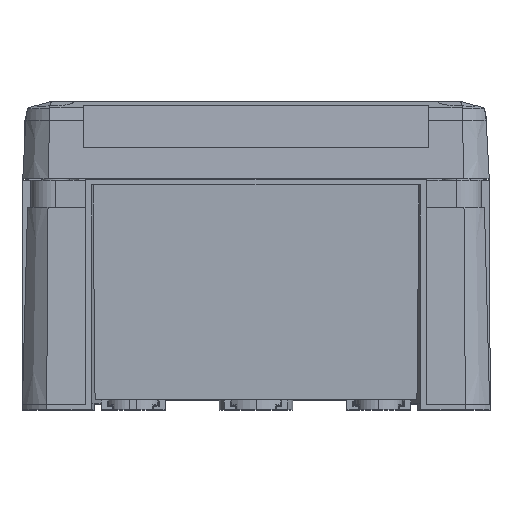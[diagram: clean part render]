
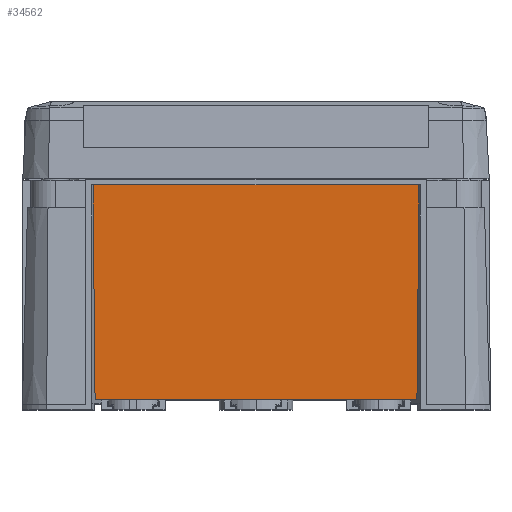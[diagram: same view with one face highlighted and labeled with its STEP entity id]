
A CAD part, top view. The second image highlights one B-rep face of the part: STEP entity #34562.
In plain terms, the highlighted planar face has unit normal (0, -0.026, 1).
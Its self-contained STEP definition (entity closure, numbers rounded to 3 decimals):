
#514 = EDGE_LOOP ( 'NONE', ( #15723, #27396, #31867, #16765 ) ) ;
#3479 = EDGE_CURVE ( 'NONE', #28933, #7591, #39333, .T. ) ;
#6052 = CARTESIAN_POINT ( 'NONE',  ( -66.345, 87.5, 73.788 ) ) ;
#7248 = CARTESIAN_POINT ( 'NONE',  ( 65.511, 0., 71.497 ) ) ;
#7521 = VERTEX_POINT ( 'NONE', #6052 ) ;
#7591 = VERTEX_POINT ( 'NONE', #43945 ) ;
#10291 = DIRECTION ( 'NONE',  ( 0.01, -1., -0.026 ) ) ;
#10654 = DIRECTION ( 'NONE',  ( 0., -1., -0.026 ) ) ;
#10941 = CARTESIAN_POINT ( 'NONE',  ( 0., 0., 71.497 ) ) ;
#13010 = VECTOR ( 'NONE', #10291, 1000. ) ;
#13739 = DIRECTION ( 'NONE',  ( 1., 0., 0. ) ) ;
#13830 = CARTESIAN_POINT ( 'NONE',  ( -65.511, 0., 71.497 ) ) ;
#15723 = ORIENTED_EDGE ( 'NONE', *, *, #43321, .T. ) ;
#16688 = CARTESIAN_POINT ( 'NONE',  ( 66.365, 89.548, 73.842 ) ) ;
#16765 = ORIENTED_EDGE ( 'NONE', *, *, #20547, .T. ) ;
#17280 = VECTOR ( 'NONE', #24305, 1000. ) ;
#20547 = EDGE_CURVE ( 'NONE', #7591, #7521, #37095, .T. ) ;
#21489 = LINE ( 'NONE', #44880, #13010 ) ;
#22116 = VECTOR ( 'NONE', #13739, 1000. ) ;
#24305 = DIRECTION ( 'NONE',  ( 0.01, 1., 0.026 ) ) ;
#26168 = PLANE ( 'NONE',  #42410 ) ;
#27396 = ORIENTED_EDGE ( 'NONE', *, *, #47579, .T. ) ;
#28933 = VERTEX_POINT ( 'NONE', #7248 ) ;
#31867 = ORIENTED_EDGE ( 'NONE', *, *, #3479, .T. ) ;
#33163 = VECTOR ( 'NONE', #48550, 1000. ) ;
#34033 = FACE_OUTER_BOUND ( 'NONE', #514, .T. ) ;
#34562 = ADVANCED_FACE ( 'NONE', ( #34033 ), #26168, .T. ) ;
#37095 = LINE ( 'NONE', #48317, #33163 ) ;
#39333 = LINE ( 'NONE', #16688, #17280 ) ;
#42410 = AXIS2_PLACEMENT_3D ( 'NONE', #44989, #49048, #10654 ) ;
#43321 = EDGE_CURVE ( 'NONE', #7521, #47287, #21489, .T. ) ;
#43945 = CARTESIAN_POINT ( 'NONE',  ( 66.345, 87.5, 73.788 ) ) ;
#44880 = CARTESIAN_POINT ( 'NONE',  ( -66.365, 89.548, 73.842 ) ) ;
#44989 = CARTESIAN_POINT ( 'NONE',  ( 0., 89.5, 73.841 ) ) ;
#45776 = LINE ( 'NONE', #10941, #22116 ) ;
#47287 = VERTEX_POINT ( 'NONE', #13830 ) ;
#47579 = EDGE_CURVE ( 'NONE', #47287, #28933, #45776, .T. ) ;
#48317 = CARTESIAN_POINT ( 'NONE',  ( -66.95, 87.5, 73.788 ) ) ;
#48550 = DIRECTION ( 'NONE',  ( -1., 0., 0. ) ) ;
#49048 = DIRECTION ( 'NONE',  ( 0., -0.026, 1. ) ) ;
